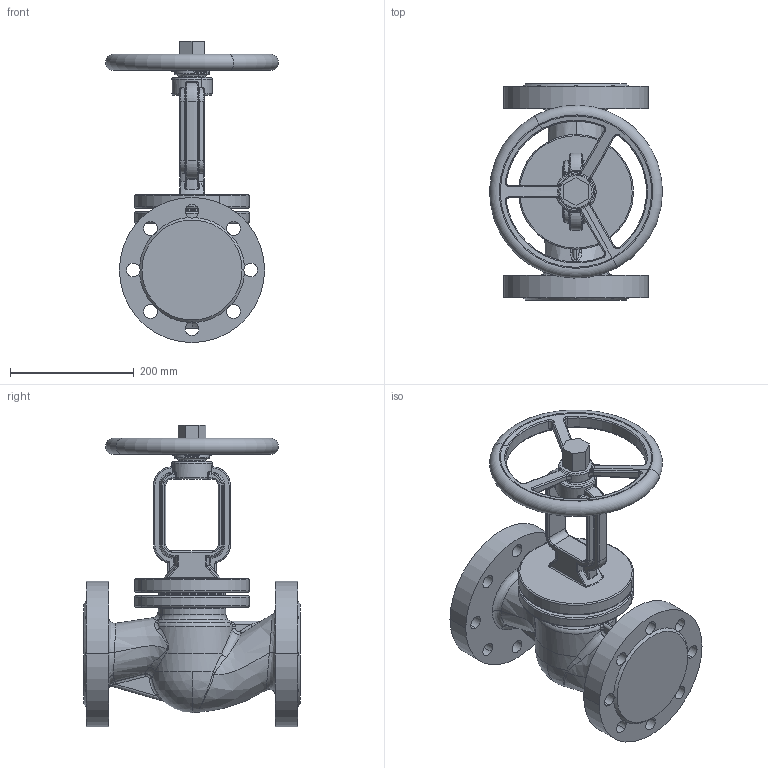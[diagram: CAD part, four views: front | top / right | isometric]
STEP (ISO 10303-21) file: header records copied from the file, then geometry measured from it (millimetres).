
FILE_DESCRIPTION(('CATIA V5 STEP Exchange','CAx-IF Rec.Pracs.--- Model Styling and Organization---1.5--- 2016-08-15','CAx-IF Rec.Pracs.---Supplemental Geometry---1.0---2011-11-01','CAx-IF Rec.Pracs.--- Composite Materials ---1.1---2010-07-15','CAx-IF Rec.Pracs.--- Geometric and Assembly Validation Properties ---3.1---2016-08-17'),'2;1');
FILE_NAME('PN25 DN100.stp','2023-03-22T19:04:23+00:00',('none'),('none'),'CATIA Version 5-6 Release 2020 SP6','CATIA V5 STEP AP214 v2','none');
FILE_SCHEMA(('AUTOMOTIVE_DESIGN { 1 0 10303 214 1 1 1 1 }'));
Products named in the file (2): Product1; PN25 DN100
Assembly tree (1 placements, depth 2):
  Product1
    PN25 DN100
Bounding box: 279.9 x 350 x 487.5 mm (x, y, z)
Volume: 8421765.9 mm3; surface area: 595506.9 mm2
Topology: 1 solids, 1 shells, 506 faces, 1279 edges, 733 vertices
Faces by surface type: bspline 193, cylinder 146, torus 99, plane 45, sphere 12, cone 11
Entity records: 37633 total; most frequent: CARTESIAN_POINT 27789, ORIENTED_EDGE 2498, EDGE_CURVE 1249, DIRECTION 1129, VERTEX_POINT 733, AXIS2_PLACEMENT_3D 662, B_SPLINE_CURVE_WITH_KNOTS 596, EDGE_LOOP 534
